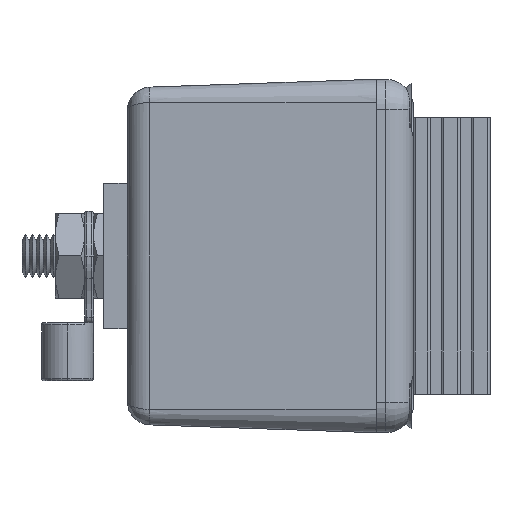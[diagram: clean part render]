
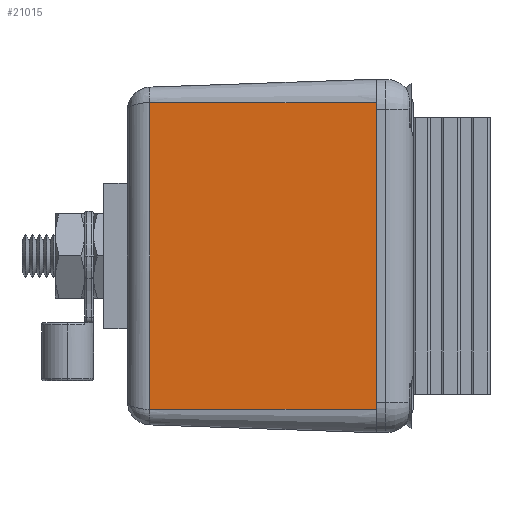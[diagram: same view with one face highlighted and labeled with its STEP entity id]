
A CAD part, left-side view. The second image highlights one B-rep face of the part: STEP entity #21015.
In plain terms, the highlighted planar face has unit normal (-0.999, 0.035, 0).
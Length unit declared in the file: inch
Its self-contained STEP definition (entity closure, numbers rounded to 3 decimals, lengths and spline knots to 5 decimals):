
#2339 = AXIS2_PLACEMENT_3D ( 'NONE', #12444, #22458, #4535 ) ;
#4134 = CARTESIAN_POINT ( 'NONE',  ( -1.78128, 0.96549, -0.655 ) ) ;
#4364 = LINE ( 'NONE', #14383, #8789 ) ;
#4535 = DIRECTION ( 'NONE',  ( -0.035, -0.999, 0. ) ) ;
#5388 = CARTESIAN_POINT ( 'NONE',  ( -1.815, 0., -0.655 ) ) ;
#5569 = VERTEX_POINT ( 'NONE', #21488 ) ;
#6080 = VECTOR ( 'NONE', #12135, 39.37008 ) ;
#6126 = ORIENTED_EDGE ( 'NONE', *, *, #8435, .F. ) ;
#6602 = LINE ( 'NONE', #4134, #9681 ) ;
#6779 = DIRECTION ( 'NONE',  ( 0., 0., -1. ) ) ;
#7804 = EDGE_CURVE ( 'NONE', #25447, #17860, #6602, .T. ) ;
#8380 = LINE ( 'NONE', #5388, #15222 ) ;
#8435 = EDGE_CURVE ( 'NONE', #25447, #5569, #31870, .T. ) ;
#8789 = VECTOR ( 'NONE', #30644, 39.37008 ) ;
#9398 = ORIENTED_EDGE ( 'NONE', *, *, #23632, .T. ) ;
#9681 = VECTOR ( 'NONE', #6779, 39.37008 ) ;
#9942 = CARTESIAN_POINT ( 'NONE',  ( -1.815, 0., -0.655 ) ) ;
#12135 = DIRECTION ( 'NONE',  ( -0.035, -0.999, 0. ) ) ;
#12444 = CARTESIAN_POINT ( 'NONE',  ( -1.815, 0., -0.655 ) ) ;
#14383 = CARTESIAN_POINT ( 'NONE',  ( -1.815, 0., -0.655 ) ) ;
#14547 = EDGE_LOOP ( 'NONE', ( #6126, #31188, #9398, #25047 ) ) ;
#14871 = FACE_OUTER_BOUND ( 'NONE', #14547, .T. ) ;
#15222 = VECTOR ( 'NONE', #25473, 39.37008 ) ;
#17860 = VERTEX_POINT ( 'NONE', #31004 ) ;
#19944 = VERTEX_POINT ( 'NONE', #9942 ) ;
#19952 = PLANE ( 'NONE',  #2339 ) ;
#21015 = ADVANCED_FACE ( 'NONE', ( #14871 ), #19952, .T. ) ;
#21488 = CARTESIAN_POINT ( 'NONE',  ( -1.815, 0., 0.655 ) ) ;
#22458 = DIRECTION ( 'NONE',  ( -0.999, 0.035, 0. ) ) ;
#23632 = EDGE_CURVE ( 'NONE', #17860, #19944, #4364, .T. ) ;
#24269 = CARTESIAN_POINT ( 'NONE',  ( -1.815, 0., 0.655 ) ) ;
#25047 = ORIENTED_EDGE ( 'NONE', *, *, #27386, .T. ) ;
#25447 = VERTEX_POINT ( 'NONE', #29683 ) ;
#25473 = DIRECTION ( 'NONE',  ( 0., 0., 1. ) ) ;
#27386 = EDGE_CURVE ( 'NONE', #19944, #5569, #8380, .T. ) ;
#29683 = CARTESIAN_POINT ( 'NONE',  ( -1.78128, 0.96549, 0.655 ) ) ;
#30644 = DIRECTION ( 'NONE',  ( -0.035, -0.999, 0. ) ) ;
#31004 = CARTESIAN_POINT ( 'NONE',  ( -1.78128, 0.96549, -0.655 ) ) ;
#31188 = ORIENTED_EDGE ( 'NONE', *, *, #7804, .T. ) ;
#31870 = LINE ( 'NONE', #24269, #6080 ) ;
